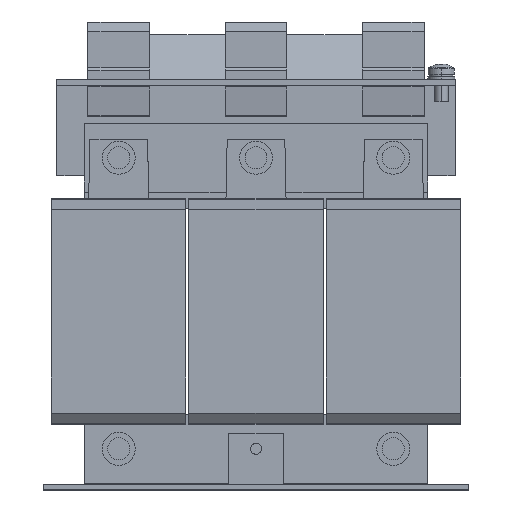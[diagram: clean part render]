
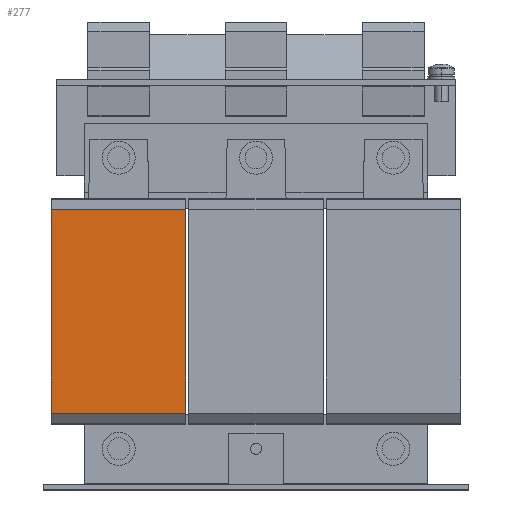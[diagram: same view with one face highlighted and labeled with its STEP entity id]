
A CAD part, top view. The second image highlights one B-rep face of the part: STEP entity #277.
In plain terms, the highlighted planar face has unit normal (0, 0, 1).
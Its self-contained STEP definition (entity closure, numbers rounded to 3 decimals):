
#277 = ADVANCED_FACE ( 'NONE', ( #1148 ), #3958, .F. ) ;
#351 = AXIS2_PLACEMENT_3D ( 'NONE', #22385, #22245, #6015 ) ;
#1148 = FACE_OUTER_BOUND ( 'NONE', #16019, .T. ) ;
#3569 = CARTESIAN_POINT ( 'NONE',  ( -25.5, -40., 29. ) ) ;
#3629 = EDGE_CURVE ( 'NONE', #16283, #17626, #4676, .T. ) ;
#3958 = PLANE ( 'NONE',  #351 ) ;
#4139 = CARTESIAN_POINT ( 'NONE',  ( -25.5, 34., 29. ) ) ;
#4212 = DIRECTION ( 'NONE',  ( -1., 0., 0. ) ) ;
#4233 = ORIENTED_EDGE ( 'NONE', *, *, #11655, .F. ) ;
#4411 = VECTOR ( 'NONE', #4212, 1000. ) ;
#4676 = LINE ( 'NONE', #17252, #23292 ) ;
#6015 = DIRECTION ( 'NONE',  ( -1., 0., 0. ) ) ;
#6386 = LINE ( 'NONE', #3569, #19072 ) ;
#6570 = CARTESIAN_POINT ( 'NONE',  ( -74.5, -40., 29. ) ) ;
#9677 = LINE ( 'NONE', #18562, #16170 ) ;
#9910 = DIRECTION ( 'NONE',  ( -1., 0., 0. ) ) ;
#10141 = VERTEX_POINT ( 'NONE', #12648 ) ;
#10932 = CARTESIAN_POINT ( 'NONE',  ( -25.5, -40., 29. ) ) ;
#11296 = EDGE_CURVE ( 'NONE', #10141, #17369, #13181, .T. ) ;
#11655 = EDGE_CURVE ( 'NONE', #10141, #16283, #6386, .T. ) ;
#12482 = DIRECTION ( 'NONE',  ( 0., -1., 0. ) ) ;
#12598 = ORIENTED_EDGE ( 'NONE', *, *, #3629, .F. ) ;
#12648 = CARTESIAN_POINT ( 'NONE',  ( -25.5, 34., 29. ) ) ;
#13181 = LINE ( 'NONE', #4139, #4411 ) ;
#13200 = DIRECTION ( 'NONE',  ( 0., -1., 0. ) ) ;
#13822 = EDGE_CURVE ( 'NONE', #17369, #17626, #9677, .T. ) ;
#16019 = EDGE_LOOP ( 'NONE', ( #17050, #12598, #4233, #20375 ) ) ;
#16170 = VECTOR ( 'NONE', #13200, 1000. ) ;
#16283 = VERTEX_POINT ( 'NONE', #10932 ) ;
#17050 = ORIENTED_EDGE ( 'NONE', *, *, #13822, .T. ) ;
#17252 = CARTESIAN_POINT ( 'NONE',  ( -25.5, -40., 29. ) ) ;
#17369 = VERTEX_POINT ( 'NONE', #23226 ) ;
#17626 = VERTEX_POINT ( 'NONE', #6570 ) ;
#18562 = CARTESIAN_POINT ( 'NONE',  ( -74.5, -40., 29. ) ) ;
#19072 = VECTOR ( 'NONE', #12482, 1000. ) ;
#20375 = ORIENTED_EDGE ( 'NONE', *, *, #11296, .T. ) ;
#22245 = DIRECTION ( 'NONE',  ( 0., 0., -1. ) ) ;
#22385 = CARTESIAN_POINT ( 'NONE',  ( -25.5, -40., 29. ) ) ;
#23226 = CARTESIAN_POINT ( 'NONE',  ( -74.5, 34., 29. ) ) ;
#23292 = VECTOR ( 'NONE', #9910, 1000. ) ;
